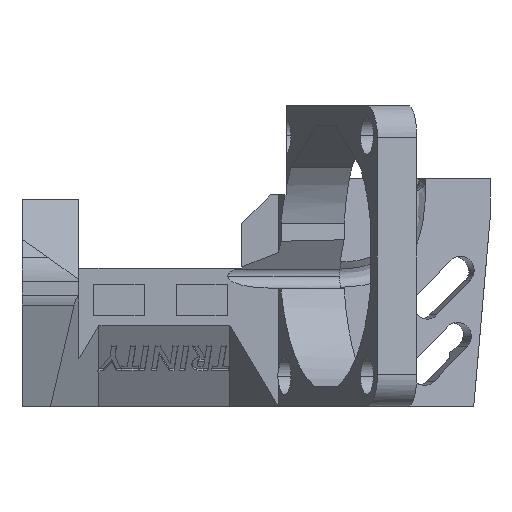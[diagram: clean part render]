
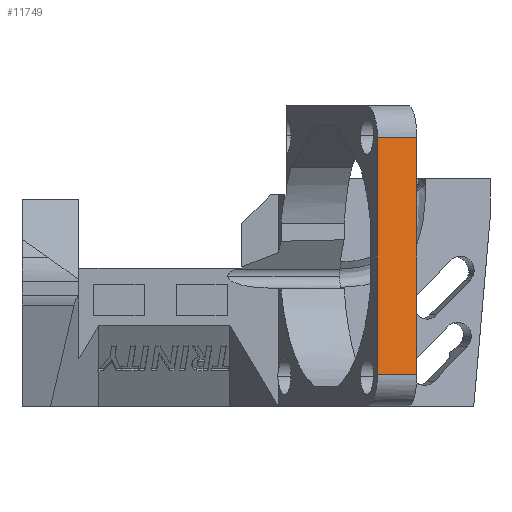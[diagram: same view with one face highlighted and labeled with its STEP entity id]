
A CAD part, left-side view. The second image highlights one B-rep face of the part: STEP entity #11749.
In plain terms, the highlighted planar face has unit normal (-0.966, -0.259, 0).
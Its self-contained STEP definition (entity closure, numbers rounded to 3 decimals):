
#773 = DIRECTION ( 'NONE',  ( -0.259, 0.966, 0. ) ) ;
#779 = EDGE_LOOP ( 'NONE', ( #3450, #17511, #1141, #16602 ) ) ;
#879 = LINE ( 'NONE', #9803, #14971 ) ;
#914 = CARTESIAN_POINT ( 'NONE',  ( -54.454, -26.676, 20. ) ) ;
#1141 = ORIENTED_EDGE ( 'NONE', *, *, #2766, .T. ) ;
#1674 = DIRECTION ( 'NONE',  ( 0., 0., -1. ) ) ;
#2197 = EDGE_CURVE ( 'NONE', #13816, #3285, #879, .T. ) ;
#2403 = FACE_OUTER_BOUND ( 'NONE', #779, .T. ) ;
#2766 = EDGE_CURVE ( 'NONE', #3285, #3953, #18042, .T. ) ;
#2937 = CARTESIAN_POINT ( 'NONE',  ( -53.16, -31.506, -13. ) ) ;
#3275 = CARTESIAN_POINT ( 'NONE',  ( -53.16, -31.506, 20. ) ) ;
#3285 = VERTEX_POINT ( 'NONE', #19294 ) ;
#3450 = ORIENTED_EDGE ( 'NONE', *, *, #4615, .F. ) ;
#3611 = LINE ( 'NONE', #9677, #12544 ) ;
#3953 = VERTEX_POINT ( 'NONE', #4851 ) ;
#4615 = EDGE_CURVE ( 'NONE', #13816, #12930, #6100, .T. ) ;
#4851 = CARTESIAN_POINT ( 'NONE',  ( -54.454, -26.676, -13. ) ) ;
#5593 = DIRECTION ( 'NONE',  ( 0.259, -0.966, 0. ) ) ;
#6100 = LINE ( 'NONE', #3275, #17480 ) ;
#6982 = DIRECTION ( 'NONE',  ( -0.966, -0.259, 0. ) ) ;
#7671 = AXIS2_PLACEMENT_3D ( 'NONE', #914, #6982, #5593 ) ;
#9648 = VECTOR ( 'NONE', #1674, 1000. ) ;
#9677 = CARTESIAN_POINT ( 'NONE',  ( -53.16, -31.506, -13. ) ) ;
#9803 = CARTESIAN_POINT ( 'NONE',  ( -54.454, -26.676, 16. ) ) ;
#10616 = CARTESIAN_POINT ( 'NONE',  ( -53.16, -31.506, 16. ) ) ;
#11749 = ADVANCED_FACE ( 'NONE', ( #2403 ), #14495, .T. ) ;
#12544 = VECTOR ( 'NONE', #17413, 1000. ) ;
#12930 = VERTEX_POINT ( 'NONE', #2937 ) ;
#13816 = VERTEX_POINT ( 'NONE', #10616 ) ;
#14495 = PLANE ( 'NONE',  #7671 ) ;
#14971 = VECTOR ( 'NONE', #773, 1000. ) ;
#16602 = ORIENTED_EDGE ( 'NONE', *, *, #17746, .T. ) ;
#17413 = DIRECTION ( 'NONE',  ( 0.259, -0.966, 0. ) ) ;
#17480 = VECTOR ( 'NONE', #19591, 1000. ) ;
#17511 = ORIENTED_EDGE ( 'NONE', *, *, #2197, .T. ) ;
#17746 = EDGE_CURVE ( 'NONE', #3953, #12930, #3611, .T. ) ;
#17941 = CARTESIAN_POINT ( 'NONE',  ( -54.454, -26.676, 20. ) ) ;
#18042 = LINE ( 'NONE', #17941, #9648 ) ;
#19294 = CARTESIAN_POINT ( 'NONE',  ( -54.454, -26.676, 16. ) ) ;
#19591 = DIRECTION ( 'NONE',  ( 0., 0., -1. ) ) ;
